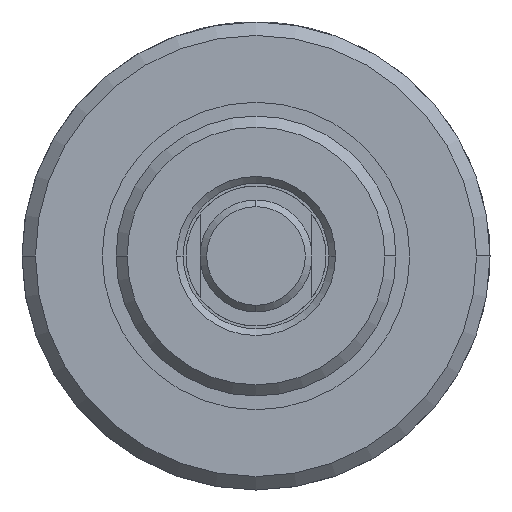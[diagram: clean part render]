
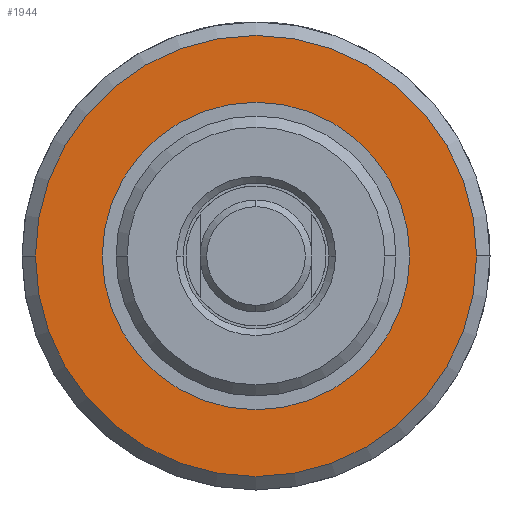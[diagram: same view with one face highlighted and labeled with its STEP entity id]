
A CAD part, left-side view. The second image highlights one B-rep face of the part: STEP entity #1944.
In plain terms, the highlighted planar face has unit normal (-1, 0, 0).
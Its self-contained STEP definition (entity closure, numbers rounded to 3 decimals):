
#183 = PLANE ( 'NONE',  #1479 ) ;
#262 = DIRECTION ( 'NONE',  ( 1., 0., 0. ) ) ;
#501 = CIRCLE ( 'NONE', #2895, 17.437 ) ;
#656 = CARTESIAN_POINT ( 'NONE',  ( 20.574, 0., 0. ) ) ;
#657 = VERTEX_POINT ( 'NONE', #1481 ) ;
#865 = AXIS2_PLACEMENT_3D ( 'NONE', #3566, #1869, #4484 ) ;
#891 = CIRCLE ( 'NONE', #2668, 17.437 ) ;
#999 = DIRECTION ( 'NONE',  ( 0., 0., -1. ) ) ;
#1095 = EDGE_CURVE ( 'NONE', #1953, #2625, #1127, .T. ) ;
#1127 = CIRCLE ( 'NONE', #865, 25.019 ) ;
#1207 = EDGE_LOOP ( 'NONE', ( #3399, #4119 ) ) ;
#1479 = AXIS2_PLACEMENT_3D ( 'NONE', #2715, #5336, #999 ) ;
#1481 = CARTESIAN_POINT ( 'NONE',  ( 20.574, 0., 17.437 ) ) ;
#1675 = ORIENTED_EDGE ( 'NONE', *, *, #1095, .F. ) ;
#1696 = EDGE_LOOP ( 'NONE', ( #1675, #4521 ) ) ;
#1869 = DIRECTION ( 'NONE',  ( 1., 0., 0. ) ) ;
#1885 = EDGE_CURVE ( 'NONE', #4153, #657, #501, .T. ) ;
#1944 = ADVANCED_FACE ( 'NONE', ( #2793, #5259 ), #183, .F. ) ;
#1953 = VERTEX_POINT ( 'NONE', #1967 ) ;
#1967 = CARTESIAN_POINT ( 'NONE',  ( 20.574, 0., 25.019 ) ) ;
#2236 = DIRECTION ( 'NONE',  ( 0., 0., -1. ) ) ;
#2625 = VERTEX_POINT ( 'NONE', #2859 ) ;
#2642 = AXIS2_PLACEMENT_3D ( 'NONE', #656, #2823, #4164 ) ;
#2668 = AXIS2_PLACEMENT_3D ( 'NONE', #4697, #4667, #2236 ) ;
#2694 = CARTESIAN_POINT ( 'NONE',  ( 20.574, 0., 0. ) ) ;
#2715 = CARTESIAN_POINT ( 'NONE',  ( 20.574, 0., 0. ) ) ;
#2788 = EDGE_CURVE ( 'NONE', #2625, #1953, #2812, .T. ) ;
#2793 = FACE_OUTER_BOUND ( 'NONE', #1696, .T. ) ;
#2812 = CIRCLE ( 'NONE', #2642, 25.019 ) ;
#2823 = DIRECTION ( 'NONE',  ( 1., 0., 0. ) ) ;
#2859 = CARTESIAN_POINT ( 'NONE',  ( 20.574, 0., -25.019 ) ) ;
#2895 = AXIS2_PLACEMENT_3D ( 'NONE', #2694, #262, #3136 ) ;
#3136 = DIRECTION ( 'NONE',  ( 0., 0., -1. ) ) ;
#3399 = ORIENTED_EDGE ( 'NONE', *, *, #1885, .T. ) ;
#3566 = CARTESIAN_POINT ( 'NONE',  ( 20.574, 0., 0. ) ) ;
#4119 = ORIENTED_EDGE ( 'NONE', *, *, #4887, .T. ) ;
#4153 = VERTEX_POINT ( 'NONE', #5182 ) ;
#4164 = DIRECTION ( 'NONE',  ( 0., 0., -1. ) ) ;
#4484 = DIRECTION ( 'NONE',  ( 0., 0., -1. ) ) ;
#4521 = ORIENTED_EDGE ( 'NONE', *, *, #2788, .F. ) ;
#4667 = DIRECTION ( 'NONE',  ( 1., 0., 0. ) ) ;
#4697 = CARTESIAN_POINT ( 'NONE',  ( 20.574, 0., 0. ) ) ;
#4887 = EDGE_CURVE ( 'NONE', #657, #4153, #891, .T. ) ;
#5182 = CARTESIAN_POINT ( 'NONE',  ( 20.574, 0., -17.437 ) ) ;
#5259 = FACE_BOUND ( 'NONE', #1207, .T. ) ;
#5336 = DIRECTION ( 'NONE',  ( 1., 0., 0. ) ) ;
